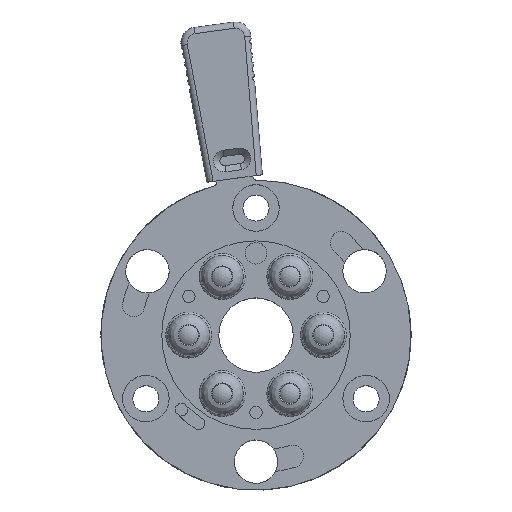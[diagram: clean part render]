
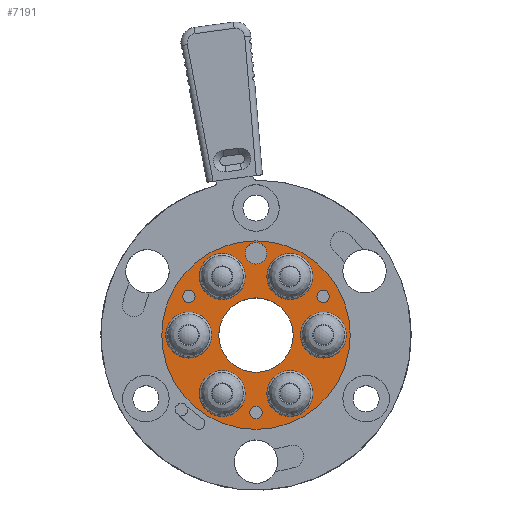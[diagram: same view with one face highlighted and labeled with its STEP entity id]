
A CAD part, top view. The second image highlights one B-rep face of the part: STEP entity #7191.
In plain terms, the highlighted planar face has unit normal (0, 0, 1).
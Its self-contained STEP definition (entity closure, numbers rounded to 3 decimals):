
#430=FACE_BOUND('',#1318,.T.);
#431=FACE_BOUND('',#1319,.T.);
#432=FACE_BOUND('',#1320,.T.);
#433=FACE_BOUND('',#1321,.T.);
#434=FACE_BOUND('',#1322,.T.);
#435=FACE_BOUND('',#1323,.T.);
#436=FACE_BOUND('',#1324,.T.);
#437=FACE_BOUND('',#1325,.T.);
#438=FACE_BOUND('',#1326,.T.);
#439=FACE_BOUND('',#1327,.T.);
#440=FACE_BOUND('',#1328,.T.);
#553=PLANE('',#7815);
#857=FACE_OUTER_BOUND('',#1317,.T.);
#1317=EDGE_LOOP('',(#6017));
#1318=EDGE_LOOP('',(#6018,#6019));
#1319=EDGE_LOOP('',(#6020,#6021));
#1320=EDGE_LOOP('',(#6022,#6023));
#1321=EDGE_LOOP('',(#6024,#6025));
#1322=EDGE_LOOP('',(#6026,#6027));
#1323=EDGE_LOOP('',(#6028));
#1324=EDGE_LOOP('',(#6029));
#1325=EDGE_LOOP('',(#6030,#6031));
#1326=EDGE_LOOP('',(#6032,#6033));
#1327=EDGE_LOOP('',(#6034,#6035));
#1328=EDGE_LOOP('',(#6036,#6037));
#2552=CIRCLE('',#7713,6.);
#2567=CIRCLE('',#7768,1.);
#2568=CIRCLE('',#7769,1.);
#2571=CIRCLE('',#7773,1.);
#2572=CIRCLE('',#7774,1.);
#2575=CIRCLE('',#7778,1.);
#2576=CIRCLE('',#7779,1.);
#2599=CIRCLE('',#7810,3.4);
#2600=CIRCLE('',#7811,3.4);
#2602=CIRCLE('',#7816,15.2);
#2603=CIRCLE('',#7817,3.4);
#2604=CIRCLE('',#7818,3.4);
#2605=CIRCLE('',#7819,3.4);
#2606=CIRCLE('',#7820,3.4);
#2607=CIRCLE('',#7821,3.4);
#2608=CIRCLE('',#7822,3.4);
#2609=CIRCLE('',#7823,3.4);
#2610=CIRCLE('',#7824,3.4);
#2611=CIRCLE('',#7825,3.4);
#2612=CIRCLE('',#7826,3.4);
#2613=CIRCLE('',#7827,1.75);
#3227=VERTEX_POINT('',#24444);
#3242=VERTEX_POINT('',#30085);
#3243=VERTEX_POINT('',#30087);
#3246=VERTEX_POINT('',#30095);
#3247=VERTEX_POINT('',#30097);
#3250=VERTEX_POINT('',#30105);
#3251=VERTEX_POINT('',#30107);
#3272=VERTEX_POINT('',#30191);
#3273=VERTEX_POINT('',#30193);
#3274=VERTEX_POINT('',#30200);
#3275=VERTEX_POINT('',#30202);
#3276=VERTEX_POINT('',#30203);
#3277=VERTEX_POINT('',#30206);
#3278=VERTEX_POINT('',#30207);
#3279=VERTEX_POINT('',#30210);
#3280=VERTEX_POINT('',#30211);
#3281=VERTEX_POINT('',#30214);
#3282=VERTEX_POINT('',#30215);
#3283=VERTEX_POINT('',#30218);
#3284=VERTEX_POINT('',#30219);
#3285=VERTEX_POINT('',#30222);
#4128=EDGE_CURVE('',#3227,#3227,#2552,.T.);
#4201=EDGE_CURVE('',#3242,#3243,#2567,.T.);
#4202=EDGE_CURVE('',#3243,#3242,#2568,.T.);
#4206=EDGE_CURVE('',#3246,#3247,#2571,.T.);
#4207=EDGE_CURVE('',#3247,#3246,#2572,.T.);
#4211=EDGE_CURVE('',#3250,#3251,#2575,.T.);
#4212=EDGE_CURVE('',#3251,#3250,#2576,.T.);
#4240=EDGE_CURVE('',#3272,#3273,#2599,.T.);
#4241=EDGE_CURVE('',#3273,#3272,#2600,.T.);
#4243=EDGE_CURVE('',#3274,#3274,#2602,.T.);
#4244=EDGE_CURVE('',#3275,#3276,#2603,.T.);
#4245=EDGE_CURVE('',#3276,#3275,#2604,.T.);
#4246=EDGE_CURVE('',#3277,#3278,#2605,.T.);
#4247=EDGE_CURVE('',#3278,#3277,#2606,.T.);
#4248=EDGE_CURVE('',#3279,#3280,#2607,.T.);
#4249=EDGE_CURVE('',#3280,#3279,#2608,.T.);
#4250=EDGE_CURVE('',#3281,#3282,#2609,.T.);
#4251=EDGE_CURVE('',#3282,#3281,#2610,.T.);
#4252=EDGE_CURVE('',#3283,#3284,#2611,.T.);
#4253=EDGE_CURVE('',#3284,#3283,#2612,.T.);
#4254=EDGE_CURVE('',#3285,#3285,#2613,.T.);
#6017=ORIENTED_EDGE('',*,*,#4243,.T.);
#6018=ORIENTED_EDGE('',*,*,#4244,.F.);
#6019=ORIENTED_EDGE('',*,*,#4245,.F.);
#6020=ORIENTED_EDGE('',*,*,#4246,.F.);
#6021=ORIENTED_EDGE('',*,*,#4247,.F.);
#6022=ORIENTED_EDGE('',*,*,#4248,.F.);
#6023=ORIENTED_EDGE('',*,*,#4249,.F.);
#6024=ORIENTED_EDGE('',*,*,#4250,.F.);
#6025=ORIENTED_EDGE('',*,*,#4251,.F.);
#6026=ORIENTED_EDGE('',*,*,#4252,.F.);
#6027=ORIENTED_EDGE('',*,*,#4253,.F.);
#6028=ORIENTED_EDGE('',*,*,#4254,.F.);
#6029=ORIENTED_EDGE('',*,*,#4128,.F.);
#6030=ORIENTED_EDGE('',*,*,#4212,.F.);
#6031=ORIENTED_EDGE('',*,*,#4211,.F.);
#6032=ORIENTED_EDGE('',*,*,#4207,.F.);
#6033=ORIENTED_EDGE('',*,*,#4206,.F.);
#6034=ORIENTED_EDGE('',*,*,#4202,.F.);
#6035=ORIENTED_EDGE('',*,*,#4201,.F.);
#6036=ORIENTED_EDGE('',*,*,#4241,.F.);
#6037=ORIENTED_EDGE('',*,*,#4240,.F.);
#7191=ADVANCED_FACE('',(#857,#430,#431,#432,#433,#434,#435,#436,#437,#438,
#439,#440),#553,.T.);
#7713=AXIS2_PLACEMENT_3D('',#24446,#9081,#9082);
#7768=AXIS2_PLACEMENT_3D('',#30088,#9248,#9249);
#7769=AXIS2_PLACEMENT_3D('',#30089,#9250,#9251);
#7773=AXIS2_PLACEMENT_3D('',#30098,#9259,#9260);
#7774=AXIS2_PLACEMENT_3D('',#30099,#9261,#9262);
#7778=AXIS2_PLACEMENT_3D('',#30108,#9270,#9271);
#7779=AXIS2_PLACEMENT_3D('',#30109,#9272,#9273);
#7810=AXIS2_PLACEMENT_3D('',#30194,#9339,#9340);
#7811=AXIS2_PLACEMENT_3D('',#30195,#9341,#9342);
#7815=AXIS2_PLACEMENT_3D('',#30199,#9349,#9350);
#7816=AXIS2_PLACEMENT_3D('',#30201,#9351,#9352);
#7817=AXIS2_PLACEMENT_3D('',#30204,#9353,#9354);
#7818=AXIS2_PLACEMENT_3D('',#30205,#9355,#9356);
#7819=AXIS2_PLACEMENT_3D('',#30208,#9357,#9358);
#7820=AXIS2_PLACEMENT_3D('',#30209,#9359,#9360);
#7821=AXIS2_PLACEMENT_3D('',#30212,#9361,#9362);
#7822=AXIS2_PLACEMENT_3D('',#30213,#9363,#9364);
#7823=AXIS2_PLACEMENT_3D('',#30216,#9365,#9366);
#7824=AXIS2_PLACEMENT_3D('',#30217,#9367,#9368);
#7825=AXIS2_PLACEMENT_3D('',#30220,#9369,#9370);
#7826=AXIS2_PLACEMENT_3D('',#30221,#9371,#9372);
#7827=AXIS2_PLACEMENT_3D('',#30223,#9373,#9374);
#9081=DIRECTION('center_axis',(0.,0.,1.));
#9082=DIRECTION('ref_axis',(1.,0.,0.));
#9248=DIRECTION('center_axis',(0.,0.,1.));
#9249=DIRECTION('ref_axis',(1.,0.,0.));
#9250=DIRECTION('center_axis',(0.,0.,1.));
#9251=DIRECTION('ref_axis',(1.,0.,0.));
#9259=DIRECTION('center_axis',(0.,0.,1.));
#9260=DIRECTION('ref_axis',(1.,0.,0.));
#9261=DIRECTION('center_axis',(0.,0.,1.));
#9262=DIRECTION('ref_axis',(1.,0.,0.));
#9270=DIRECTION('center_axis',(0.,0.,1.));
#9271=DIRECTION('ref_axis',(1.,0.,0.));
#9272=DIRECTION('center_axis',(0.,0.,1.));
#9273=DIRECTION('ref_axis',(1.,0.,0.));
#9339=DIRECTION('center_axis',(0.,0.,1.));
#9340=DIRECTION('ref_axis',(0.,1.,0.));
#9341=DIRECTION('center_axis',(0.,0.,1.));
#9342=DIRECTION('ref_axis',(0.,1.,0.));
#9349=DIRECTION('center_axis',(0.,0.,1.));
#9350=DIRECTION('ref_axis',(1.,0.,0.));
#9351=DIRECTION('center_axis',(0.,0.,1.));
#9352=DIRECTION('ref_axis',(1.,0.,0.));
#9353=DIRECTION('center_axis',(0.,0.,1.));
#9354=DIRECTION('ref_axis',(0.,1.,0.));
#9355=DIRECTION('center_axis',(0.,0.,1.));
#9356=DIRECTION('ref_axis',(0.,1.,0.));
#9357=DIRECTION('center_axis',(0.,0.,1.));
#9358=DIRECTION('ref_axis',(0.,1.,0.));
#9359=DIRECTION('center_axis',(0.,0.,1.));
#9360=DIRECTION('ref_axis',(0.,1.,0.));
#9361=DIRECTION('center_axis',(0.,0.,1.));
#9362=DIRECTION('ref_axis',(0.,1.,0.));
#9363=DIRECTION('center_axis',(0.,0.,1.));
#9364=DIRECTION('ref_axis',(0.,1.,0.));
#9365=DIRECTION('center_axis',(0.,0.,1.));
#9366=DIRECTION('ref_axis',(0.,1.,0.));
#9367=DIRECTION('center_axis',(0.,0.,1.));
#9368=DIRECTION('ref_axis',(0.,1.,0.));
#9369=DIRECTION('center_axis',(0.,0.,1.));
#9370=DIRECTION('ref_axis',(0.,1.,0.));
#9371=DIRECTION('center_axis',(0.,0.,1.));
#9372=DIRECTION('ref_axis',(0.,1.,0.));
#9373=DIRECTION('center_axis',(0.,0.,1.));
#9374=DIRECTION('ref_axis',(1.,0.,0.));
#24444=CARTESIAN_POINT('',(-65.684,-2.602,38.018));
#24446=CARTESIAN_POINT('Origin',(-59.684,-2.602,38.018));
#30085=CARTESIAN_POINT('',(-71.509,3.648,38.018));
#30087=CARTESIAN_POINT('',(-69.509,3.648,38.018));
#30088=CARTESIAN_POINT('Origin',(-70.509,3.648,38.018));
#30089=CARTESIAN_POINT('Origin',(-70.509,3.648,38.018));
#30095=CARTESIAN_POINT('',(-49.858,3.648,38.018));
#30097=CARTESIAN_POINT('',(-47.858,3.648,38.018));
#30098=CARTESIAN_POINT('Origin',(-48.858,3.648,38.018));
#30099=CARTESIAN_POINT('Origin',(-48.858,3.648,38.018));
#30105=CARTESIAN_POINT('',(-60.684,-15.102,38.018));
#30107=CARTESIAN_POINT('',(-58.684,-15.102,38.018));
#30108=CARTESIAN_POINT('Origin',(-59.684,-15.102,38.018));
#30109=CARTESIAN_POINT('Origin',(-59.684,-15.102,38.018));
#30191=CARTESIAN_POINT('',(-54.234,10.238,38.018));
#30193=CARTESIAN_POINT('',(-54.234,3.438,38.018));
#30194=CARTESIAN_POINT('Origin',(-54.234,6.838,38.018));
#30195=CARTESIAN_POINT('Origin',(-54.234,6.838,38.018));
#30199=CARTESIAN_POINT('Origin',(-59.684,-2.602,38.018));
#30200=CARTESIAN_POINT('',(-44.484,-2.602,38.018));
#30201=CARTESIAN_POINT('Origin',(-59.684,-2.602,38.018));
#30202=CARTESIAN_POINT('',(-65.134,-15.442,38.018));
#30203=CARTESIAN_POINT('',(-65.134,-8.642,38.018));
#30204=CARTESIAN_POINT('Origin',(-65.134,-12.042,38.018));
#30205=CARTESIAN_POINT('Origin',(-65.134,-12.042,38.018));
#30206=CARTESIAN_POINT('',(-48.824,-6.002,38.018));
#30207=CARTESIAN_POINT('',(-48.824,0.798,38.018));
#30208=CARTESIAN_POINT('Origin',(-48.824,-2.602,38.018));
#30209=CARTESIAN_POINT('Origin',(-48.824,-2.602,38.018));
#30210=CARTESIAN_POINT('',(-54.234,-15.442,38.018));
#30211=CARTESIAN_POINT('',(-54.234,-8.642,38.018));
#30212=CARTESIAN_POINT('Origin',(-54.234,-12.042,38.018));
#30213=CARTESIAN_POINT('Origin',(-54.234,-12.042,38.018));
#30214=CARTESIAN_POINT('',(-65.134,3.438,38.018));
#30215=CARTESIAN_POINT('',(-65.134,10.238,38.018));
#30216=CARTESIAN_POINT('Origin',(-65.134,6.838,38.018));
#30217=CARTESIAN_POINT('Origin',(-65.134,6.838,38.018));
#30218=CARTESIAN_POINT('',(-70.544,-6.002,38.018));
#30219=CARTESIAN_POINT('',(-70.544,0.798,38.018));
#30220=CARTESIAN_POINT('Origin',(-70.544,-2.602,38.018));
#30221=CARTESIAN_POINT('Origin',(-70.544,-2.602,38.018));
#30222=CARTESIAN_POINT('',(-61.434,10.598,38.018));
#30223=CARTESIAN_POINT('Origin',(-59.684,10.598,38.018));
